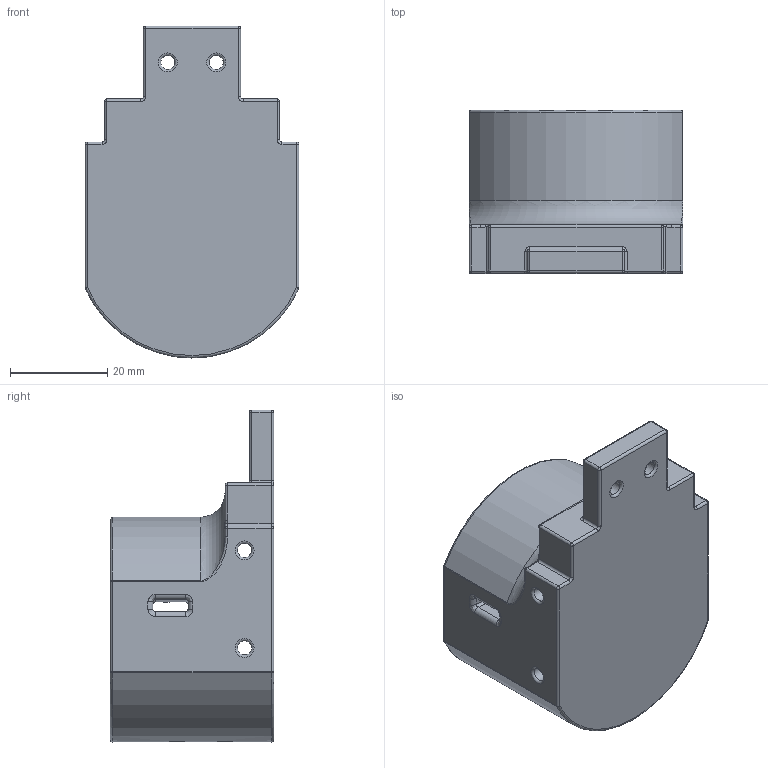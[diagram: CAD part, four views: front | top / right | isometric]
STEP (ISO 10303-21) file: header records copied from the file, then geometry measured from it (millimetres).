
FILE_DESCRIPTION(/* description */ (''),/* implementation_level */ '2;1');
FILE_NAME(/* name */ 'Az_motor_mount.step',/* time_stamp */ '2020-09-09T10:22:24-04:00',/* author */ (''),/* organization */ (''),/* preprocessor_version */ 'ST-DEVELOPER v18.1',/* originating_system */ 'Autodesk Translation Framework v9.3.0.1241',/* authorisation */ '');
FILE_SCHEMA (('AUTOMOTIVE_DESIGN { 1 0 10303 214 3 1 1 }'));
Length unit declared in the file: millimetre
Products named in the file (1): FusionComponent
Bounding box: 44 x 33.6 x 68.27 mm (x, y, z)
Volume: 57805.3 mm3; surface area: 12813.1 mm2
Topology: 1 solids, 1 shells, 192 faces, 447 edges, 254 vertices
Faces by surface type: cylinder 71, torus 41, bspline 33, plane 27, sphere 20
Full cylindrical faces by diameter (mm): 2.9 x4, 3.9 x2, 11 x1, 16 x1
Entity records: 6612 total; most frequent: CARTESIAN_POINT 2313, DIRECTION 914, ORIENTED_EDGE 886, EDGE_CURVE 443, AXIS2_PLACEMENT_3D 397, VERTEX_POINT 254, CIRCLE 237, EDGE_LOOP 207
